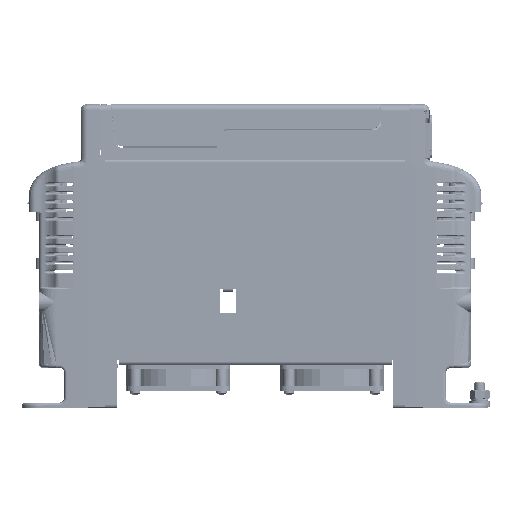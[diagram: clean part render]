
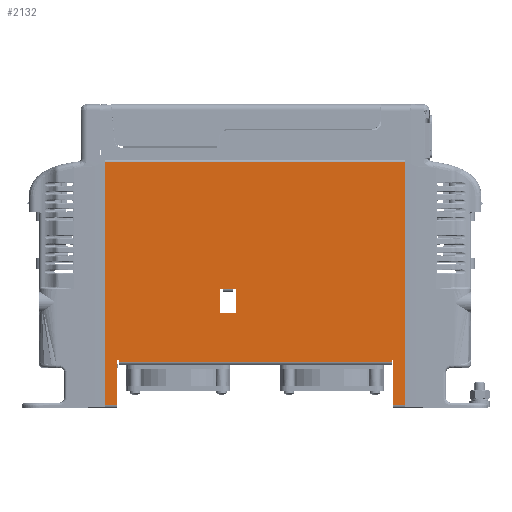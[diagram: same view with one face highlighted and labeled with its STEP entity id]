
A CAD part, left-side view. The second image highlights one B-rep face of the part: STEP entity #2132.
In plain terms, the highlighted planar face has unit normal (-1, 0, 0).
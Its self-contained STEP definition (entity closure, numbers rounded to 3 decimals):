
#2132=ADVANCED_FACE('',(#86651,#86653),#86655,.F.);
#86651=FACE_BOUND('',#86652,.T.);
#86652=EDGE_LOOP('',(#241951,#241952,#241953,#241954,#241955,#241956,#241957,#241958,
#241959,#241960,#241961,#241962,#241963,#241964,#241965,#241966,#241967,#241968));
#86653=FACE_BOUND('',#86654,.T.);
#86654=EDGE_LOOP('',(#241969,#241970,#241971,#241972,#241973,#241974));
#86655=PLANE('',#86656);
#86656=AXIS2_PLACEMENT_3D('',#86657,#86658,#86659);
#86657=CARTESIAN_POINT('',(-46.,97.,-54.311));
#86658=DIRECTION('',(1.,0.,-0.));
#86659=DIRECTION('',(0.,0.,1.));
#241951=ORIENTED_EDGE('',*,*,#291762,.F.);
#241952=ORIENTED_EDGE('',*,*,#291759,.F.);
#241953=ORIENTED_EDGE('',*,*,#291755,.F.);
#241954=ORIENTED_EDGE('',*,*,#291753,.F.);
#241955=ORIENTED_EDGE('',*,*,#291749,.F.);
#241956=ORIENTED_EDGE('',*,*,#291746,.F.);
#241957=ORIENTED_EDGE('',*,*,#291745,.F.);
#241958=ORIENTED_EDGE('',*,*,#291742,.F.);
#241959=ORIENTED_EDGE('',*,*,#291739,.F.);
#241960=ORIENTED_EDGE('',*,*,#291735,.F.);
#241961=ORIENTED_EDGE('',*,*,#291733,.F.);
#241962=ORIENTED_EDGE('',*,*,#291730,.F.);
#241963=ORIENTED_EDGE('',*,*,#291729,.F.);
#241964=ORIENTED_EDGE('',*,*,#291726,.F.);
#241965=ORIENTED_EDGE('',*,*,#291784,.F.);
#241966=ORIENTED_EDGE('',*,*,#291785,.T.);
#241967=ORIENTED_EDGE('',*,*,#291786,.F.);
#241968=ORIENTED_EDGE('',*,*,#291763,.F.);
#241969=ORIENTED_EDGE('',*,*,#291778,.F.);
#241970=ORIENTED_EDGE('',*,*,#291777,.F.);
#241971=ORIENTED_EDGE('',*,*,#291774,.F.);
#241972=ORIENTED_EDGE('',*,*,#291771,.F.);
#241973=ORIENTED_EDGE('',*,*,#291768,.F.);
#241974=ORIENTED_EDGE('',*,*,#291779,.F.);
#291726=EDGE_CURVE('',#317217,#317212,#317219,.T.);
#291729=EDGE_CURVE('',#317212,#317221,#317224,.T.);
#291730=EDGE_CURVE('',#317221,#317225,#317226,.T.);
#291733=EDGE_CURVE('',#317225,#317229,#317230,.T.);
#291735=EDGE_CURVE('',#317229,#317232,#317233,.T.);
#291739=EDGE_CURVE('',#317232,#317239,#317240,.T.);
#291742=EDGE_CURVE('',#317239,#317243,#317244,.T.);
#291745=EDGE_CURVE('',#317243,#317246,#317248,.T.);
#291746=EDGE_CURVE('',#317246,#317249,#317250,.T.);
#291749=EDGE_CURVE('',#317249,#317254,#317255,.T.);
#291753=EDGE_CURVE('',#317254,#317260,#317261,.T.);
#291755=EDGE_CURVE('',#317260,#317263,#317264,.T.);
#291759=EDGE_CURVE('',#317263,#317266,#317270,.T.);
#291762=EDGE_CURVE('',#317266,#317271,#317275,.T.);
#291763=EDGE_CURVE('',#317271,#317276,#317277,.T.);
#291768=EDGE_CURVE('',#317284,#317286,#317287,.T.);
#291771=EDGE_CURVE('',#317286,#317291,#317292,.T.);
#291774=EDGE_CURVE('',#317291,#317296,#317297,.T.);
#291777=EDGE_CURVE('',#317296,#317182,#317300,.T.);
#291778=EDGE_CURVE('',#317182,#317191,#317301,.T.);
#291779=EDGE_CURVE('',#317191,#317284,#317302,.T.);
#291784=EDGE_CURVE('',#317309,#317217,#317310,.T.);
#291785=EDGE_CURVE('',#317309,#317311,#317312,.T.);
#291786=EDGE_CURVE('',#317276,#317311,#317313,.T.);
#317182=VERTEX_POINT('',#359214);
#317191=VERTEX_POINT('',#359237);
#317212=VERTEX_POINT('',#359292);
#317217=VERTEX_POINT('',#359301);
#317219=LINE('',#359305,#359306);
#317221=VERTEX_POINT('',#359309);
#317224=CIRCLE('',#359317,5.);
#317225=VERTEX_POINT('',#359321);
#317226=LINE('',#359322,#359323);
#317229=VERTEX_POINT('',#359332);
#317230=LINE('',#359333,#359334);
#317232=VERTEX_POINT('',#359340);
#317233=LINE('',#359341,#359342);
#317239=VERTEX_POINT('',#359355);
#317240=LINE('',#359356,#359357);
#317243=VERTEX_POINT('',#359365);
#317244=LINE('',#359366,#359367);
#317246=VERTEX_POINT('',#359373);
#317248=LINE('',#359378,#359379);
#317249=VERTEX_POINT('',#359381);
#317250=LINE('',#359382,#359383);
#317254=VERTEX_POINT('',#359392);
#317255=LINE('',#359393,#359394);
#317260=VERTEX_POINT('',#359406);
#317261=LINE('',#359407,#359408);
#317263=VERTEX_POINT('',#359414);
#317264=LINE('',#359415,#359416);
#317266=VERTEX_POINT('',#359422);
#317270=LINE('',#359430,#359431);
#317271=VERTEX_POINT('',#359433);
#317275=CIRCLE('',#359442,5.);
#317276=VERTEX_POINT('',#359446);
#317277=LINE('',#359447,#359448);
#317284=VERTEX_POINT('',#359462);
#317286=VERTEX_POINT('',#359466);
#317287=LINE('',#359467,#359468);
#317291=VERTEX_POINT('',#359477);
#317292=LINE('',#359478,#359479);
#317296=VERTEX_POINT('',#359488);
#317297=LINE('',#359489,#359490);
#317300=LINE('',#359498,#359499);
#317301=LINE('',#359501,#359502);
#317302=LINE('',#359504,#359505);
#317309=VERTEX_POINT('',#359521);
#317310=LINE('',#359522,#359523);
#317311=VERTEX_POINT('',#359525);
#317312=LINE('',#359526,#359527);
#317313=LINE('',#359529,#359530);
#359214=CARTESIAN_POINT('',(-46.,13.,12.889));
#359237=CARTESIAN_POINT('',(-46.,18.5,12.889));
#359292=CARTESIAN_POINT('',(-46.,-92.,-32.011));
#359301=CARTESIAN_POINT('',(-46.,-90.,-32.011));
#359305=CARTESIAN_POINT('',(-46.,-90.,-32.011));
#359306=VECTOR('',#359307,1.);
#359307=DIRECTION('',(0.,-1.,0.));
#359309=CARTESIAN_POINT('',(-46.,-97.,-37.011));
#359317=AXIS2_PLACEMENT_3D('',#359318,#359319,#359320);
#359318=CARTESIAN_POINT('',(-46.,-92.,-37.011));
#359319=DIRECTION('',(1.,0.,-0.));
#359320=DIRECTION('',(0.,0.,1.));
#359321=CARTESIAN_POINT('',(-46.,-97.,-54.311));
#359322=CARTESIAN_POINT('',(-46.,-97.,-37.011));
#359323=VECTOR('',#359324,1.);
#359324=DIRECTION('',(0.,0.,-1.));
#359332=CARTESIAN_POINT('',(-46.,-80.,-54.311));
#359333=CARTESIAN_POINT('',(-46.,-97.,-54.311));
#359334=VECTOR('',#359335,1.);
#359335=DIRECTION('',(0.,1.,0.));
#359340=CARTESIAN_POINT('',(-46.,-80.,-28.211));
#359341=CARTESIAN_POINT('',(-46.,-80.,-54.311));
#359342=VECTOR('',#359343,1.);
#359343=DIRECTION('',(0.,0.,1.));
#359355=CARTESIAN_POINT('',(-46.,-79.,-28.211));
#359356=CARTESIAN_POINT('',(-46.,-80.,-28.211));
#359357=VECTOR('',#359358,1.);
#359358=DIRECTION('',(0.,1.,0.));
#359365=CARTESIAN_POINT('',(-46.,-79.,-29.211));
#359366=CARTESIAN_POINT('',(-46.,-79.,-28.211));
#359367=VECTOR('',#359368,1.);
#359368=DIRECTION('',(0.,0.,-1.));
#359373=CARTESIAN_POINT('',(-46.,79.,-29.211));
#359378=CARTESIAN_POINT('',(-46.,-79.,-29.211));
#359379=VECTOR('',#359380,1.);
#359380=DIRECTION('',(0.,1.,0.));
#359381=CARTESIAN_POINT('',(-46.,79.,-28.211));
#359382=CARTESIAN_POINT('',(-46.,79.,-29.211));
#359383=VECTOR('',#359384,1.);
#359384=DIRECTION('',(0.,0.,1.));
#359392=CARTESIAN_POINT('',(-46.,80.,-28.211));
#359393=CARTESIAN_POINT('',(-46.,79.,-28.211));
#359394=VECTOR('',#359395,1.);
#359395=DIRECTION('',(0.,1.,0.));
#359406=CARTESIAN_POINT('',(-46.,80.,-54.311));
#359407=CARTESIAN_POINT('',(-46.,80.,-28.211));
#359408=VECTOR('',#359409,1.);
#359409=DIRECTION('',(0.,0.,-1.));
#359414=CARTESIAN_POINT('',(-46.,97.,-54.311));
#359415=CARTESIAN_POINT('',(-46.,80.,-54.311));
#359416=VECTOR('',#359417,1.);
#359417=DIRECTION('',(0.,1.,0.));
#359422=CARTESIAN_POINT('',(-46.,97.,-37.011));
#359430=CARTESIAN_POINT('',(-46.,97.,-54.311));
#359431=VECTOR('',#359432,1.);
#359432=DIRECTION('',(0.,0.,1.));
#359433=CARTESIAN_POINT('',(-46.,92.,-32.011));
#359442=AXIS2_PLACEMENT_3D('',#359443,#359444,#359445);
#359443=CARTESIAN_POINT('',(-46.,92.,-37.011));
#359444=DIRECTION('',(1.,0.,0.));
#359445=DIRECTION('',(0.,1.,0.));
#359446=CARTESIAN_POINT('',(-46.,90.,-32.011));
#359447=CARTESIAN_POINT('',(-46.,92.,-32.011));
#359448=VECTOR('',#359449,1.);
#359449=DIRECTION('',(0.,-1.,0.));
#359462=CARTESIAN_POINT('',(-46.,20.5,12.889));
#359466=CARTESIAN_POINT('',(-46.,20.5,-1.111));
#359467=CARTESIAN_POINT('',(-46.,20.5,12.889));
#359468=VECTOR('',#359469,1.);
#359469=DIRECTION('',(0.,0.,-1.));
#359477=CARTESIAN_POINT('',(-46.,11.,-1.111));
#359478=CARTESIAN_POINT('',(-46.,20.5,-1.111));
#359479=VECTOR('',#359480,1.);
#359480=DIRECTION('',(0.,-1.,0.));
#359488=CARTESIAN_POINT('',(-46.,11.,12.889));
#359489=CARTESIAN_POINT('',(-46.,11.,-1.111));
#359490=VECTOR('',#359491,1.);
#359491=DIRECTION('',(0.,0.,1.));
#359498=CARTESIAN_POINT('',(-46.,11.,12.889));
#359499=VECTOR('',#359500,1.);
#359500=DIRECTION('',(0.,1.,0.));
#359501=CARTESIAN_POINT('',(-46.,13.,12.889));
#359502=VECTOR('',#359503,1.);
#359503=DIRECTION('',(0.,1.,0.));
#359504=CARTESIAN_POINT('',(-46.,18.5,12.889));
#359505=VECTOR('',#359506,1.);
#359506=DIRECTION('',(0.,1.,0.));
#359521=CARTESIAN_POINT('',(-46.,-90.,86.089));
#359522=CARTESIAN_POINT('',(-46.,-90.,86.089));
#359523=VECTOR('',#359524,1.);
#359524=DIRECTION('',(0.,0.,-1.));
#359525=CARTESIAN_POINT('',(-46.,90.,86.089));
#359526=CARTESIAN_POINT('',(-46.,-90.,86.089));
#359527=VECTOR('',#359528,1.);
#359528=DIRECTION('',(0.,1.,0.));
#359529=CARTESIAN_POINT('',(-46.,90.,-32.011));
#359530=VECTOR('',#359531,1.);
#359531=DIRECTION('',(0.,0.,1.));
